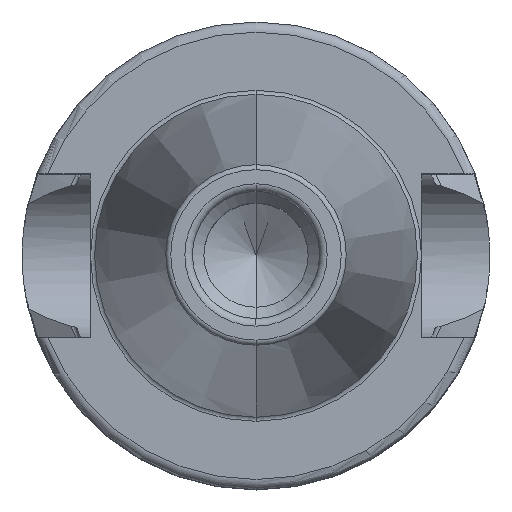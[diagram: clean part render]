
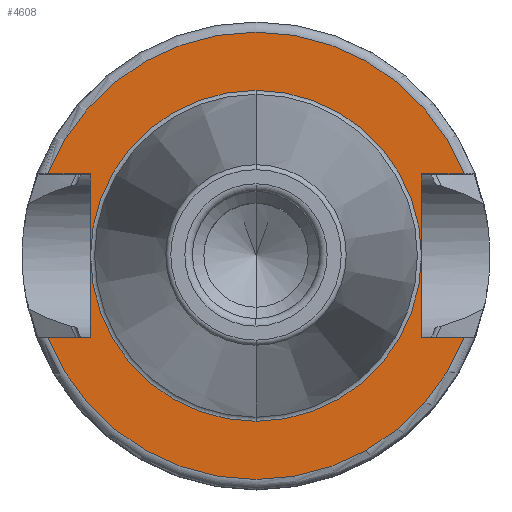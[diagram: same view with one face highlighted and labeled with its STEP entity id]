
A CAD part, top view. The second image highlights one B-rep face of the part: STEP entity #4608.
In plain terms, the highlighted planar face has unit normal (0, 0, 1).
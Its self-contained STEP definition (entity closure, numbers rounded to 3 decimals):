
#273=CARTESIAN_POINT('',(0,0,20));
#274=DIRECTION('',(0,0,-1));
#275=DIRECTION('',(0,1,0));
#276=AXIS2_PLACEMENT_3D('',#273,#274,#275);
#288=CARTESIAN_POINT('',(0,0,20));
#289=DIRECTION('',(0,0,1));
#290=DIRECTION('',(0,1,0));
#291=AXIS2_PLACEMENT_3D('',#288,#289,#290);
#293=DIRECTION('',(1,0,0));
#294=VECTOR('',#293,4.174);
#295=CARTESIAN_POINT('',(-20.474,-8.05,20));
#296=LINE('',#295,#294);
#297=DIRECTION('',(0,1,0));
#298=VECTOR('',#297,16.1);
#299=CARTESIAN_POINT('',(-16.3,-8.05,20));
#300=LINE('',#299,#298);
#301=DIRECTION('',(1,0,0));
#302=VECTOR('',#301,4.174);
#303=CARTESIAN_POINT('',(-20.474,8.05,20));
#304=LINE('',#303,#302);
#305=DIRECTION('',(-1,0,0));
#306=VECTOR('',#305,4.174);
#307=CARTESIAN_POINT('',(20.474,8.05,20));
#308=LINE('',#307,#306);
#309=DIRECTION('',(0,-1,0));
#310=VECTOR('',#309,16.1);
#311=CARTESIAN_POINT('',(16.3,8.05,20));
#312=LINE('',#311,#310);
#313=DIRECTION('',(-1,0,0));
#314=VECTOR('',#313,4.174);
#315=CARTESIAN_POINT('',(20.474,-8.05,20));
#316=LINE('',#315,#314);
#612=CARTESIAN_POINT('',(0,0,20));
#613=DIRECTION('',(0,0,1));
#614=DIRECTION('',(-0.931,-0.366,0));
#615=AXIS2_PLACEMENT_3D('',#612,#613,#614);
#629=CARTESIAN_POINT('',(0,0,20));
#630=DIRECTION('',(0,0,1));
#631=DIRECTION('',(0.931,0.366,0));
#632=AXIS2_PLACEMENT_3D('',#629,#630,#631);
#3643=CARTESIAN_POINT('',(-20.474,-8.05,20));
#3644=CARTESIAN_POINT('',(-16.3,-8.05,20));
#3645=VERTEX_POINT('',#3643);
#3646=VERTEX_POINT('',#3644);
#3647=CARTESIAN_POINT('',(-16.3,8.05,20));
#3648=VERTEX_POINT('',#3647);
#3649=CARTESIAN_POINT('',(-20.474,8.05,20));
#3650=VERTEX_POINT('',#3649);
#3651=CARTESIAN_POINT('',(16.3,8.05,20));
#3652=CARTESIAN_POINT('',(16.3,-8.05,20));
#3653=VERTEX_POINT('',#3651);
#3654=VERTEX_POINT('',#3652);
#3655=CARTESIAN_POINT('',(20.474,-8.05,20));
#3656=VERTEX_POINT('',#3655);
#3657=CARTESIAN_POINT('',(20.474,8.05,20));
#3658=VERTEX_POINT('',#3657);
#3701=CARTESIAN_POINT('',(0,16.275,20));
#3703=VERTEX_POINT('',#3701);
#3707=CARTESIAN_POINT('',(0,-16.275,20));
#3709=VERTEX_POINT('',#3707);
#4581=CARTESIAN_POINT('',(0,0,20));
#4582=DIRECTION('',(0,0,-1));
#4583=DIRECTION('',(0,-1,0));
#4584=AXIS2_PLACEMENT_3D('',#4581,#4582,#4583);
#4585=PLANE('',#4584);
#4587=ORIENTED_EDGE('',*,*,#4586,.T.);
#4589=ORIENTED_EDGE('',*,*,#4588,.T.);
#4591=ORIENTED_EDGE('',*,*,#4590,.F.);
#4593=ORIENTED_EDGE('',*,*,#4592,.F.);
#4595=ORIENTED_EDGE('',*,*,#4594,.T.);
#4597=ORIENTED_EDGE('',*,*,#4596,.T.);
#4599=ORIENTED_EDGE('',*,*,#4598,.F.);
#4601=ORIENTED_EDGE('',*,*,#4600,.F.);
#4602=EDGE_LOOP('',(#4587,#4589,#4591,#4593,#4595,#4597,#4599,#4601));
#4603=FACE_OUTER_BOUND('',#4602,.F.);
#4604=ORIENTED_EDGE('',*,*,#4576,.T.);
#4605=ORIENTED_EDGE('',*,*,#4560,.F.);
#4606=EDGE_LOOP('',(#4604,#4605));
#4607=FACE_BOUND('',#4606,.F.);
#4608=ADVANCED_FACE('',(#4603,#4607),#4585,.F.);
#277=CIRCLE('',#276,16.275);
#292=CIRCLE('',#291,16.275);
#616=CIRCLE('',#615,22);
#633=CIRCLE('',#632,22);
#4560=EDGE_CURVE('',#3703,#3709,#277,.T.);
#4576=EDGE_CURVE('',#3703,#3709,#292,.T.);
#4586=EDGE_CURVE('',#3645,#3646,#296,.T.);
#4588=EDGE_CURVE('',#3646,#3648,#300,.T.);
#4590=EDGE_CURVE('',#3650,#3648,#304,.T.);
#4592=EDGE_CURVE('',#3658,#3650,#633,.T.);
#4594=EDGE_CURVE('',#3658,#3653,#308,.T.);
#4596=EDGE_CURVE('',#3653,#3654,#312,.T.);
#4598=EDGE_CURVE('',#3656,#3654,#316,.T.);
#4600=EDGE_CURVE('',#3645,#3656,#616,.T.);
